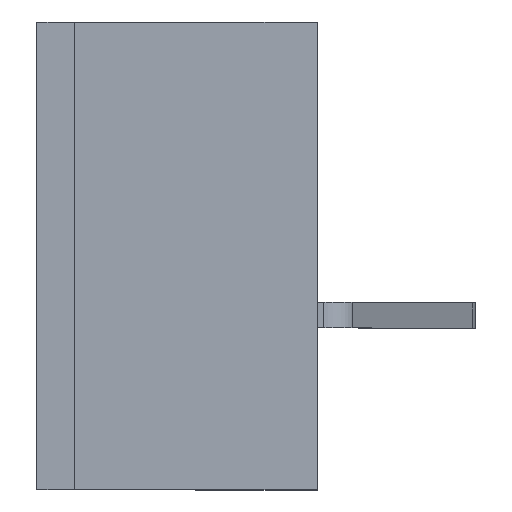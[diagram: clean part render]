
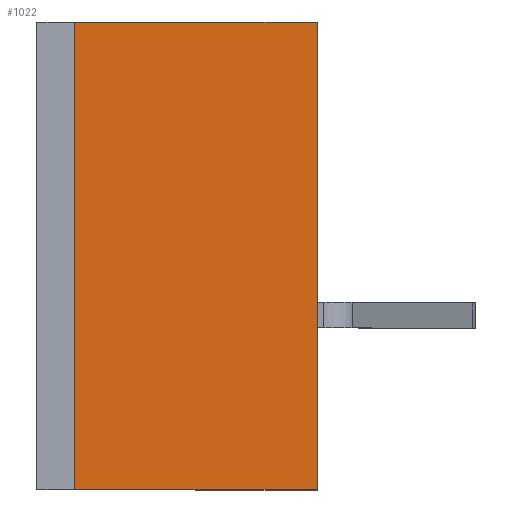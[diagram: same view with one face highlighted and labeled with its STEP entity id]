
A CAD part, top view. The second image highlights one B-rep face of the part: STEP entity #1022.
In plain terms, the highlighted free-form (B-spline) face has degree [1, 1] with [2, 2] control points.
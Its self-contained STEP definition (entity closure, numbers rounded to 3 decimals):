
#890=CARTESIAN_POINT('',(-2.2,5.,10.0));
#891=VERTEX_POINT('',#890);
#906=CARTESIAN_POINT('',(-2.2,-5.,10.));
#907=VERTEX_POINT('',#906);
#914=CARTESIAN_POINT('',(-2.2,5.,10.));
#915=DIRECTION('',(0.0,-1.0,0.0));
#916=VECTOR('',#915,10.);
#917=LINE('',#914,#916);
#918=EDGE_CURVE('',#891,#907,#917,.T.);
#932=CARTESIAN_POINT('',(3.,5.,10.));
#933=VERTEX_POINT('',#932);
#942=CARTESIAN_POINT('',(3.,-5.,10.));
#943=VERTEX_POINT('',#942);
#944=CARTESIAN_POINT('',(3.,-5.,10.));
#945=DIRECTION('',(0.0,1.0,0.0));
#946=VECTOR('',#945,10.);
#947=LINE('',#944,#946);
#948=EDGE_CURVE('',#943,#933,#947,.T.);
#994=CARTESIAN_POINT('',(-2.2,-5.,10.));
#995=DIRECTION('',(1.0,0.0,0.0));
#996=VECTOR('',#995,5.2);
#997=LINE('',#994,#996);
#998=EDGE_CURVE('',#907,#943,#997,.T.);
#1006=CARTESIAN_POINT('',(-2.2,5.,10.));
#1007=CARTESIAN_POINT('',(3.,5.,10.));
#1008=CARTESIAN_POINT('',(-2.2,-5.,10.));
#1009=CARTESIAN_POINT('',(3.,-5.,10.));
#1010=B_SPLINE_SURFACE_WITH_KNOTS('',1,1,((#1006,#1008),(#1007,#1009)),.UNSPECIFIED.,.F.,.F.,.U.,(2,2),(2,2),(0.0,5.2),(0.0,10.0),.UNSPECIFIED.);
#1011=CARTESIAN_POINT('',(-2.2,5.,10.0));
#1012=DIRECTION('',(1.0,0.0,0.0));
#1013=VECTOR('',#1012,5.2);
#1014=LINE('',#1011,#1013);
#1015=EDGE_CURVE('',#891,#933,#1014,.T.);
#1016=ORIENTED_EDGE('',*,*,#1015,.F.);
#1017=ORIENTED_EDGE('',*,*,#918,.T.);
#1018=ORIENTED_EDGE('',*,*,#998,.T.);
#1019=ORIENTED_EDGE('',*,*,#948,.T.);
#1020=EDGE_LOOP('',(#1016,#1017,#1018,#1019));
#1021=FACE_OUTER_BOUND('',#1020,.T.);
#1022=ADVANCED_FACE('',(#1021),#1010,.F.);
